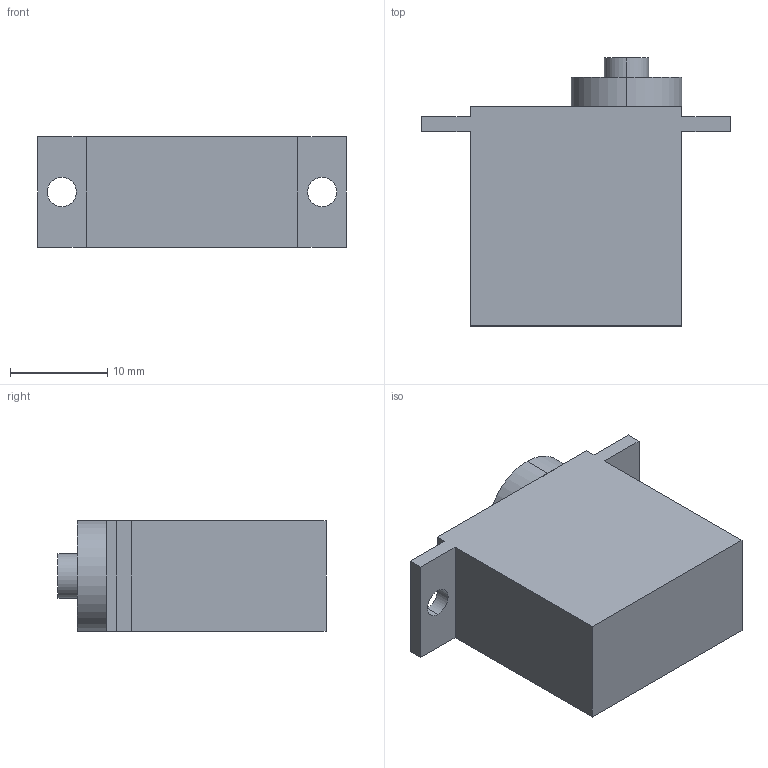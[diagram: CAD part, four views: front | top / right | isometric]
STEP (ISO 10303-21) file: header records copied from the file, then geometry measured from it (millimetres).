
FILE_DESCRIPTION (( 'STEP AP214' ), '1' );
FILE_NAME ('RöServo.STEP', '2020-11-25T13:37:54', ( '' ), ( '' ), 'SwSTEP 2.0', 'SolidWorks 2018', '' );
FILE_SCHEMA (( 'AUTOMOTIVE_DESIGN' ));
Length unit declared in the file: millimetre
Products named in the file (1): RöServo
Bounding box: 31.8 x 27.6 x 11.4 mm (x, y, z)
Volume: 6106.7 mm3; surface area: 2404.7 mm2
Topology: 1 solids, 1 shells, 29 faces, 70 edges, 45 vertices
Faces by surface type: plane 19, cylinder 10
Entity records: 887 total; most frequent: DIRECTION 151, CARTESIAN_POINT 145, ORIENTED_EDGE 140, EDGE_CURVE 70, AXIS2_PLACEMENT_3D 51, LINE 49, VECTOR 49, VERTEX_POINT 45
